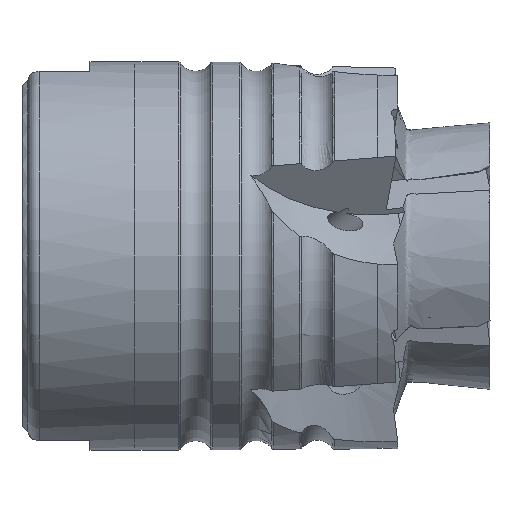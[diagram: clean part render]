
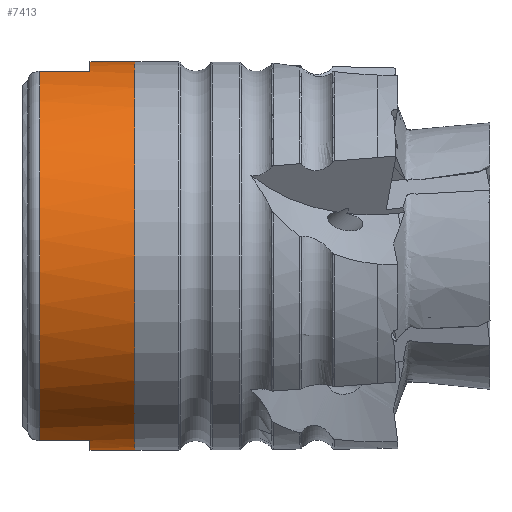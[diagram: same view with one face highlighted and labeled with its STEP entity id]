
A CAD part, front view. The second image highlights one B-rep face of the part: STEP entity #7413.
In plain terms, the highlighted cylindrical face has radius 16 mm (diameter 32 mm), a full revolution.
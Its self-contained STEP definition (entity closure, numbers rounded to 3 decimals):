
#8 = CIRCLE ( 'NONE', #7635, 16. ) ;
#28 = CARTESIAN_POINT ( 'NONE',  ( 1.5, 0., 0. ) ) ;
#170 = DIRECTION ( 'NONE',  ( 1., 0., 0. ) ) ;
#206 = CARTESIAN_POINT ( 'NONE',  ( 1.5, -4.97, -15.209 ) ) ;
#414 = VECTOR ( 'NONE', #7522, 1000. ) ;
#487 = CARTESIAN_POINT ( 'NONE',  ( 0., -4.97, 15.209 ) ) ;
#506 = VECTOR ( 'NONE', #6765, 1000. ) ;
#675 = DIRECTION ( 'NONE',  ( 0., 0., 1. ) ) ;
#1239 = CARTESIAN_POINT ( 'NONE',  ( 1.5, 4.97, 15.209 ) ) ;
#1243 = EDGE_CURVE ( 'NONE', #5018, #3955, #6854, .T. ) ;
#1249 = ORIENTED_EDGE ( 'NONE', *, *, #6425, .F. ) ;
#1318 = AXIS2_PLACEMENT_3D ( 'NONE', #3745, #8203, #4384 ) ;
#1532 = ORIENTED_EDGE ( 'NONE', *, *, #1910, .F. ) ;
#1550 = CARTESIAN_POINT ( 'NONE',  ( 0., 4.97, 15.209 ) ) ;
#1713 = EDGE_CURVE ( 'NONE', #7584, #2864, #2107, .T. ) ;
#1816 = CIRCLE ( 'NONE', #4583, 16. ) ;
#1894 = ORIENTED_EDGE ( 'NONE', *, *, #1243, .T. ) ;
#1910 = EDGE_CURVE ( 'NONE', #7538, #2868, #8, .T. ) ;
#1988 = VERTEX_POINT ( 'NONE', #5893 ) ;
#1996 = ORIENTED_EDGE ( 'NONE', *, *, #6279, .T. ) ;
#2093 = EDGE_CURVE ( 'NONE', #7538, #1988, #5835, .T. ) ;
#2107 = LINE ( 'NONE', #487, #414 ) ;
#2269 = CARTESIAN_POINT ( 'NONE',  ( 0., -4.97, -15.209 ) ) ;
#2385 = AXIS2_PLACEMENT_3D ( 'NONE', #4019, #170, #4684 ) ;
#2423 = VECTOR ( 'NONE', #4714, 1000. ) ;
#2690 = CARTESIAN_POINT ( 'NONE',  ( 0., 4.97, -15.209 ) ) ;
#2800 = VECTOR ( 'NONE', #7811, 1000. ) ;
#2864 = VERTEX_POINT ( 'NONE', #3426 ) ;
#2868 = VERTEX_POINT ( 'NONE', #7219 ) ;
#2953 = DIRECTION ( 'NONE',  ( -1., 0., 0. ) ) ;
#3023 = LINE ( 'NONE', #2690, #2800 ) ;
#3062 = DIRECTION ( 'NONE',  ( -1., 0., 0. ) ) ;
#3118 = CARTESIAN_POINT ( 'NONE',  ( 9.35, 0., 16. ) ) ;
#3224 = VERTEX_POINT ( 'NONE', #3118 ) ;
#3341 = CARTESIAN_POINT ( 'NONE',  ( 9.35, 0., 0. ) ) ;
#3426 = CARTESIAN_POINT ( 'NONE',  ( 1.5, -4.97, 15.209 ) ) ;
#3544 = FACE_OUTER_BOUND ( 'NONE', #4107, .T. ) ;
#3615 = VERTEX_POINT ( 'NONE', #206 ) ;
#3745 = CARTESIAN_POINT ( 'NONE',  ( 5.65, 0., 0. ) ) ;
#3955 = VERTEX_POINT ( 'NONE', #3968 ) ;
#3968 = CARTESIAN_POINT ( 'NONE',  ( 5.65, 4.97, -15.209 ) ) ;
#3974 = DIRECTION ( 'NONE',  ( 0., 0., 1. ) ) ;
#4019 = CARTESIAN_POINT ( 'NONE',  ( 5.65, 0., 0. ) ) ;
#4107 = EDGE_LOOP ( 'NONE', ( #6076 ) ) ;
#4158 = ORIENTED_EDGE ( 'NONE', *, *, #2093, .T. ) ;
#4338 = DIRECTION ( 'NONE',  ( 0., 0., 1. ) ) ;
#4365 = AXIS2_PLACEMENT_3D ( 'NONE', #3341, #7800, #3974 ) ;
#4384 = DIRECTION ( 'NONE',  ( 0., 1., 0. ) ) ;
#4517 = DIRECTION ( 'NONE',  ( -1., 0., 0. ) ) ;
#4583 = AXIS2_PLACEMENT_3D ( 'NONE', #6793, #2953, #7423 ) ;
#4684 = DIRECTION ( 'NONE',  ( 0., 1., 0. ) ) ;
#4714 = DIRECTION ( 'NONE',  ( 1., 0., 0. ) ) ;
#4934 = CIRCLE ( 'NONE', #1318, 16. ) ;
#4940 = CIRCLE ( 'NONE', #4365, 16. ) ;
#4971 = EDGE_CURVE ( 'NONE', #3224, #3224, #4940, .T. ) ;
#5018 = VERTEX_POINT ( 'NONE', #5296 ) ;
#5131 = CYLINDRICAL_SURFACE ( 'NONE', #5863, 16. ) ;
#5296 = CARTESIAN_POINT ( 'NONE',  ( 5.65, -4.97, -15.209 ) ) ;
#5472 = ORIENTED_EDGE ( 'NONE', *, *, #7148, .T. ) ;
#5636 = LINE ( 'NONE', #2269, #506 ) ;
#5773 = CARTESIAN_POINT ( 'NONE',  ( 5.65, -4.97, 15.209 ) ) ;
#5835 = LINE ( 'NONE', #1550, #2423 ) ;
#5863 = AXIS2_PLACEMENT_3D ( 'NONE', #6901, #3062, #4338 ) ;
#5893 = CARTESIAN_POINT ( 'NONE',  ( 5.65, 4.97, 15.209 ) ) ;
#5895 = EDGE_CURVE ( 'NONE', #1988, #7584, #4934, .T. ) ;
#6066 = ORIENTED_EDGE ( 'NONE', *, *, #1713, .T. ) ;
#6076 = ORIENTED_EDGE ( 'NONE', *, *, #4971, .T. ) ;
#6279 = EDGE_CURVE ( 'NONE', #3615, #5018, #5636, .T. ) ;
#6425 = EDGE_CURVE ( 'NONE', #3615, #2864, #1816, .T. ) ;
#6765 = DIRECTION ( 'NONE',  ( 1., 0., 0. ) ) ;
#6793 = CARTESIAN_POINT ( 'NONE',  ( 1.5, 0., 0. ) ) ;
#6854 = CIRCLE ( 'NONE', #2385, 16. ) ;
#6882 = EDGE_LOOP ( 'NONE', ( #6982, #6066, #1249, #1996, #1894, #5472, #1532, #4158 ) ) ;
#6901 = CARTESIAN_POINT ( 'NONE',  ( 0., 0., 0. ) ) ;
#6924 = FACE_OUTER_BOUND ( 'NONE', #6882, .T. ) ;
#6982 = ORIENTED_EDGE ( 'NONE', *, *, #5895, .T. ) ;
#7148 = EDGE_CURVE ( 'NONE', #3955, #2868, #3023, .T. ) ;
#7219 = CARTESIAN_POINT ( 'NONE',  ( 1.5, 4.97, -15.209 ) ) ;
#7413 = ADVANCED_FACE ( 'NONE', ( #6924, #3544 ), #5131, .T. ) ;
#7423 = DIRECTION ( 'NONE',  ( 0., 0., 1. ) ) ;
#7522 = DIRECTION ( 'NONE',  ( -1., 0., 0. ) ) ;
#7538 = VERTEX_POINT ( 'NONE', #1239 ) ;
#7584 = VERTEX_POINT ( 'NONE', #5773 ) ;
#7635 = AXIS2_PLACEMENT_3D ( 'NONE', #28, #4517, #675 ) ;
#7800 = DIRECTION ( 'NONE',  ( -1., 0., 0. ) ) ;
#7811 = DIRECTION ( 'NONE',  ( -1., 0., 0. ) ) ;
#8203 = DIRECTION ( 'NONE',  ( 1., 0., 0. ) ) ;
